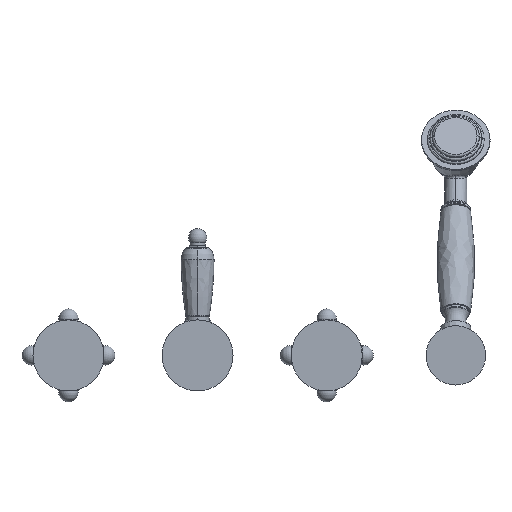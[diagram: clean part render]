
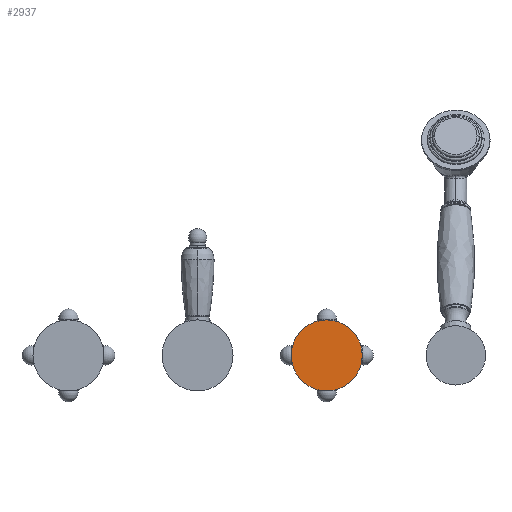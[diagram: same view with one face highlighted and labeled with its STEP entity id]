
A CAD part, front view. The second image highlights one B-rep face of the part: STEP entity #2937.
In plain terms, the highlighted planar face has unit normal (0, -1, 0).
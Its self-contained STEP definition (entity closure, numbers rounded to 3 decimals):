
#1009=CARTESIAN_POINT('',(100.,-24.9,0.));
#1010=DIRECTION('',(0.,-1.,0.));
#1011=DIRECTION('',(1.,0.,0.));
#1012=AXIS2_PLACEMENT_3D('',#1009,#1010,#1011);
#1022=CARTESIAN_POINT('',(100.,-24.9,0.));
#1023=DIRECTION('',(0.,1.,0.));
#1024=DIRECTION('',(1.,0.,0.));
#1025=AXIS2_PLACEMENT_3D('',#1022,#1023,#1024);
#1382=CARTESIAN_POINT('',(127.5,-24.9,0.));
#1384=VERTEX_POINT('',#1382);
#1386=CARTESIAN_POINT('',(72.5,-24.9,0.));
#1388=VERTEX_POINT('',#1386);
#2928=CARTESIAN_POINT('',(100.,-24.9,0.));
#2929=DIRECTION('',(0.,-1.,0.));
#2930=DIRECTION('',(-1.,0.,0.));
#2931=AXIS2_PLACEMENT_3D('',#2928,#2929,#2930);
#2932=PLANE('',#2931);
#2933=ORIENTED_EDGE('',*,*,#2893,.F.);
#2934=ORIENTED_EDGE('',*,*,#2916,.T.);
#2935=EDGE_LOOP('',(#2933,#2934));
#2936=FACE_OUTER_BOUND('',#2935,.F.);
#2937=ADVANCED_FACE('',(#2936),#2932,.T.);
#1013=CIRCLE('',#1012,27.5);
#1026=CIRCLE('',#1025,27.5);
#2893=EDGE_CURVE('',#1384,#1388,#1013,.T.);
#2916=EDGE_CURVE('',#1384,#1388,#1026,.T.);
